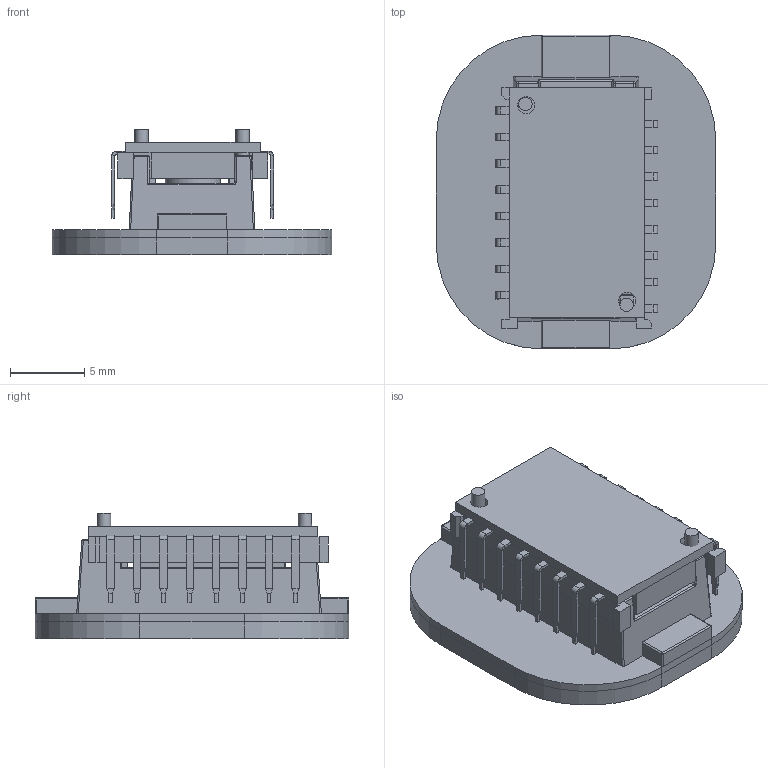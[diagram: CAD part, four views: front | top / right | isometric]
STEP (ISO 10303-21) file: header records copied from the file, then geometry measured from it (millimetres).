
FILE_DESCRIPTION(('PXI-DIP-16'),'2;1');
FILE_NAME('PXI-DIP-16','2021-11-30T00:00:00',('Rafael Silva'),( ''),'Open CASCADE STEP processor 7.5','FreeCAD','Unknown');
FILE_SCHEMA(('AUTOMOTIVE_DESIGN { 1 0 10303 214 1 1 1 1 }'));
Length unit declared in the file: millimetre
Products named in the file (1): Part_cp
Bounding box: 18.85 x 21.15 x 8.46 mm (x, y, z)
Volume: 1099.2 mm3; surface area: 1891.5 mm2
Topology: 18 solids, 18 shells, 567 faces, 3756 edges, 10668 vertices
Faces by surface type: plane 398, bspline 81, cylinder 71, sphere 16, cone 1
Full cylindrical faces by diameter (mm): 0.7 x1, 0.9 x2, 1.15 x2, 3.7 x1
Entity records: 57322 total; most frequent: CARTESIAN_POINT 22950, DIRECTION 4667, LINE 2649, VECTOR 2649, GEOMETRIC_CURVE_SET 2499, ORIENTED_EDGE 2480, TRIMMED_CURVE 2480, PRESENTATION_STYLE_ASSIGNMENT 1303
